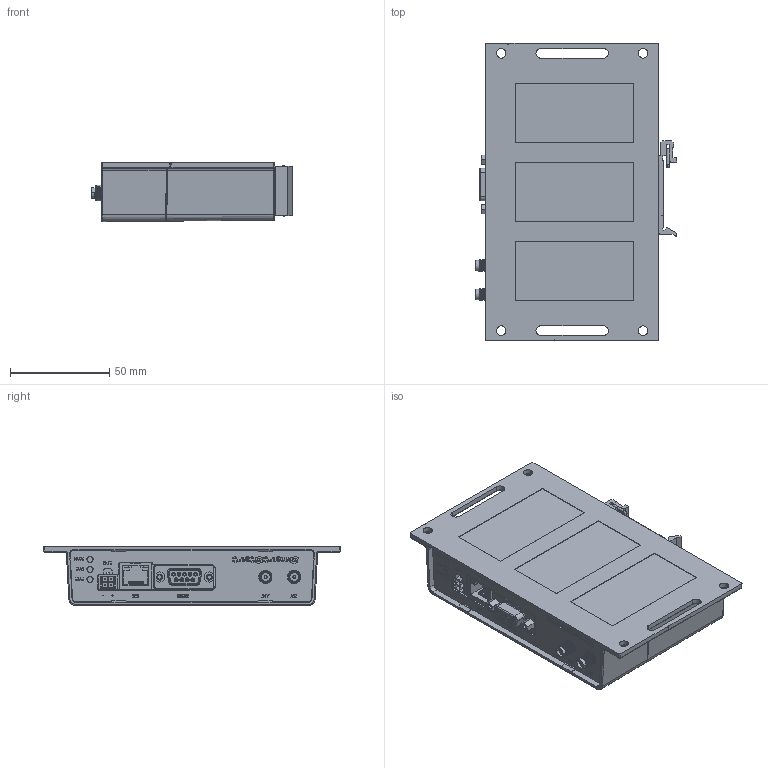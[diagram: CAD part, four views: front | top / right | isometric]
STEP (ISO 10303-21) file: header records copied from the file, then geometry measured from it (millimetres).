
FILE_DESCRIPTION (( 'STEP AP214' ), '1' );
FILE_NAME ('SmartStart_SL30.STEP', '2019-02-07T09:30:28', ( '' ), ( '' ), 'SwSTEP 2.0', 'SolidWorks 2018', '' );
FILE_SCHEMA (( 'AUTOMOTIVE_DESIGN' ));
Length unit declared in the file: millimetre
Products named in the file (17): SmartStart_SL30; 66200421022 (rev1); DRB9-DR01-F-09-D-B-B-S_Varsayilan; 6620xx21022_PIN_COURTE.stp; B_RB3L_3_RB3_L; RJ45(ICR32xx); 6620xx21022_PIN_LONGUE.stp; CPK3_SmartStart_715_CPK3L_SmartStart; PCB-RB3L-3; LPF-C013301S (Light Pipe); Screw_box_7982    49,5-mattssons; 66200421022 (rev1).stp; CPK3L_s2; WSA_0803_09_07 (SMA); 662004235922.stp; BB-SBD25
Assembly tree (19 placements, depth 5):
  SmartStart_SL30
    CPK3L_s2
    B_RB3L_3_RB3_L
      PCB-RB3L-3
      DRB9-DR01-F-09-D-B-B-S_Varsayilan
      RJ45(ICR32xx)
      WSA_0803_09_07 (SMA)  x2
      LPF-C013301S (Light Pipe)
      66200421022 (rev1)
        66200421022 (rev1).stp
          662004235922.stp
          6620xx21022_PIN_COURTE.stp
          6620xx21022_PIN_COURTE.stp
          6620xx21022_PIN_LONGUE.stp  x2
    CPK3_SmartStart_715_CPK3L_SmartStart
    BB-SBD25
    Screw_box_7982    49,5-mattssons  x2
Bounding box: 101.7 x 150 x 30 mm (x, y, z)
Volume: 113954.4 mm3; surface area: 103367.3 mm2
Topology: 18 solids, 40 shells, 2899 faces, 7974 edges, 5288 vertices
Faces by surface type: plane 1642, cylinder 630, bspline 437, cone 126, sphere 36, torus 28
Entity records: 121528 total; most frequent: CARTESIAN_POINT 42485, ORIENTED_EDGE 14548, DIRECTION 11769, EDGE_CURVE 7274, VECTOR 4875, LINE 4875, VERTEX_POINT 4777, AXIS2_PLACEMENT_3D 3447
